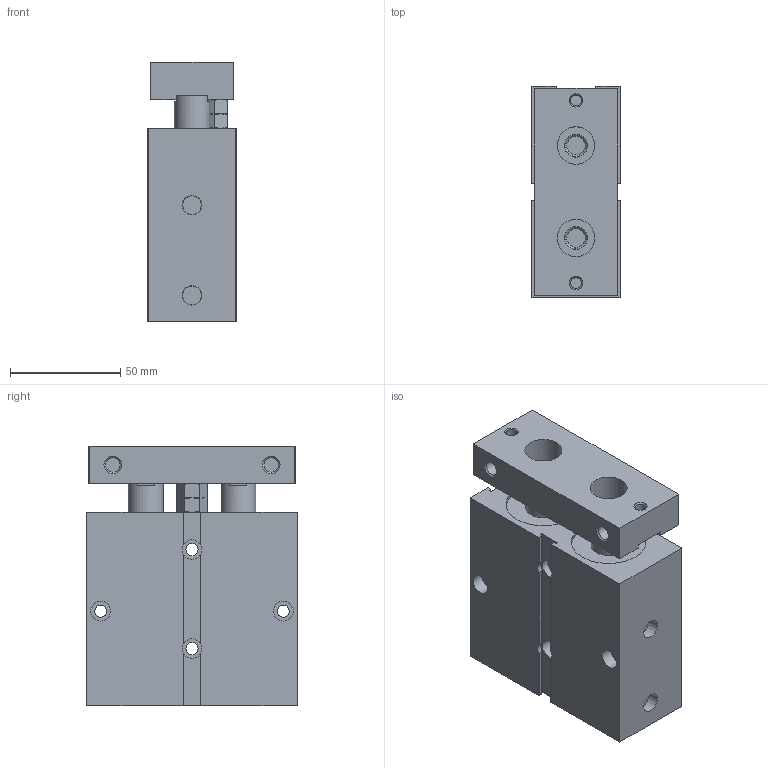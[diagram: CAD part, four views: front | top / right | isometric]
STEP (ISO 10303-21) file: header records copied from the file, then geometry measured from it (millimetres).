
FILE_DESCRIPTION( ( 'STEP AP203' ), '1' );
FILE_NAME( 'EN32X10-S()(0).stp', '2021-10-12T02:25:45', ( 'License CC BY-ND 4.0' ), ( 'CADENAS' ), ' ', 'PARTsolutions', ' ' );
FILE_SCHEMA( ( 'CONFIG_CONTROL_DESIGN' ) );
Length unit declared in the file: millimetre
Products named in the file (3): EN32X10-S()(0); _EN32X10()(body); _EN32X10(rod)
Assembly tree (2 placements, depth 2):
  EN32X10-S()(0)
    _EN32X10()(body)
    _EN32X10(rod)
Bounding box: 40 x 96 x 118 mm (x, y, z)
Volume: 360245 mm3; surface area: 80779.4 mm2
Topology: 2 solids, 2 shells, 227 faces, 538 edges, 348 vertices
Faces by surface type: plane 115, cylinder 84, cone 28
Full cylindrical faces by diameter (mm): 4.917 x2, 5.5 x4, 6.647 x4, 8.376 x2, 9 x8, 10.5 x2, 16 x4, 17 x2, 32 x4, 34 x4
Entity records: 6566 total; most frequent: CARTESIAN_POINT 1398, DIRECTION 1048, ORIENTED_EDGE 968, EDGE_CURVE 484, AXIS2_PLACEMENT_3D 402, VERTEX_POINT 340, EDGE_LOOP 318, FACE_OUTER_BOUND 263
